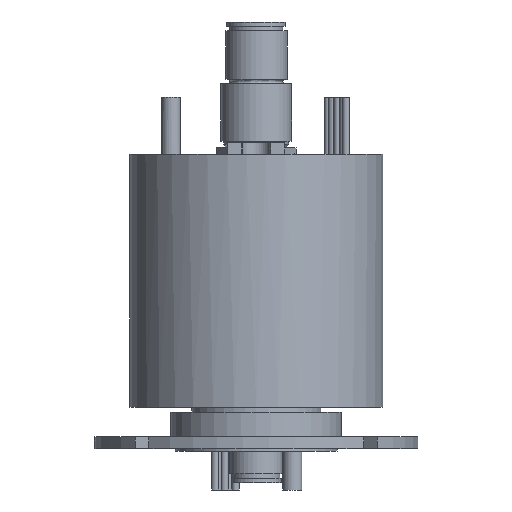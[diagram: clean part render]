
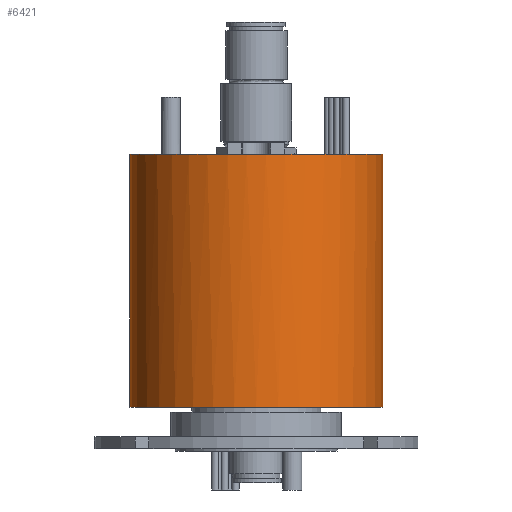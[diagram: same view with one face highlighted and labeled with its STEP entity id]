
A CAD part, front view. The second image highlights one B-rep face of the part: STEP entity #6421.
In plain terms, the highlighted cylindrical face has radius 43 mm (diameter 86 mm), a partial arc.
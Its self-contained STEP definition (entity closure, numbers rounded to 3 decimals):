
#67 = CARTESIAN_POINT ( 'NONE',  ( 43., 0., 101. ) ) ;
#318 = CARTESIAN_POINT ( 'NONE',  ( 0., 0., 101. ) ) ;
#453 = CARTESIAN_POINT ( 'NONE',  ( 43., 0., 15. ) ) ;
#485 = CARTESIAN_POINT ( 'NONE',  ( -43., 0., 15. ) ) ;
#656 = CIRCLE ( 'NONE', #4638, 43. ) ;
#805 = AXIS2_PLACEMENT_3D ( 'NONE', #6874, #2741, #7584 ) ;
#900 = VERTEX_POINT ( 'NONE', #453 ) ;
#1048 = CARTESIAN_POINT ( 'NONE',  ( 0., 0., 15. ) ) ;
#1131 = DIRECTION ( 'NONE',  ( 0., 0., -1. ) ) ;
#1144 = EDGE_CURVE ( 'NONE', #6426, #5784, #1882, .T. ) ;
#1465 = VECTOR ( 'NONE', #6210, 1000. ) ;
#1473 = LINE ( 'NONE', #5432, #1465 ) ;
#1493 = CARTESIAN_POINT ( 'NONE',  ( -43., 0., 101. ) ) ;
#1519 = EDGE_CURVE ( 'NONE', #2981, #900, #1563, .T. ) ;
#1560 = VECTOR ( 'NONE', #1131, 1000. ) ;
#1561 = CIRCLE ( 'NONE', #805, 43. ) ;
#1563 = LINE ( 'NONE', #67, #1560 ) ;
#1703 = DIRECTION ( 'NONE',  ( 1., 0., 0. ) ) ;
#1732 = ORIENTED_EDGE ( 'NONE', *, *, #5677, .T. ) ;
#1784 = AXIS2_PLACEMENT_3D ( 'NONE', #1048, #5773, #1703 ) ;
#1882 = CIRCLE ( 'NONE', #2996, 43. ) ;
#2005 = ORIENTED_EDGE ( 'NONE', *, *, #1144, .F. ) ;
#2279 = DIRECTION ( 'NONE',  ( 0., 0., -1. ) ) ;
#2302 = DIRECTION ( 'NONE',  ( 0., 0., 1. ) ) ;
#2673 = CARTESIAN_POINT ( 'NONE',  ( 0., 0., 101. ) ) ;
#2741 = DIRECTION ( 'NONE',  ( 0., 0., 1. ) ) ;
#2808 = CARTESIAN_POINT ( 'NONE',  ( 43., 0., 101. ) ) ;
#2910 = EDGE_CURVE ( 'NONE', #5784, #2981, #656, .T. ) ;
#2981 = VERTEX_POINT ( 'NONE', #2808 ) ;
#2996 = AXIS2_PLACEMENT_3D ( 'NONE', #3516, #7638, #3462 ) ;
#3128 = DIRECTION ( 'NONE',  ( 1., 0., 0. ) ) ;
#3462 = DIRECTION ( 'NONE',  ( 1., 0., 0. ) ) ;
#3516 = CARTESIAN_POINT ( 'NONE',  ( 0., 0., 101. ) ) ;
#3558 = VERTEX_POINT ( 'NONE', #1493 ) ;
#3627 = ORIENTED_EDGE ( 'NONE', *, *, #2910, .F. ) ;
#4158 = CYLINDRICAL_SURFACE ( 'NONE', #7052, 43. ) ;
#4198 = FACE_OUTER_BOUND ( 'NONE', #7499, .T. ) ;
#4638 = AXIS2_PLACEMENT_3D ( 'NONE', #2673, #2302, #3128 ) ;
#4920 = DIRECTION ( 'NONE',  ( -1., 0., 0. ) ) ;
#5156 = CARTESIAN_POINT ( 'NONE',  ( 9.75, -41.88, 101. ) ) ;
#5432 = CARTESIAN_POINT ( 'NONE',  ( -43., 0., 101. ) ) ;
#5647 = CIRCLE ( 'NONE', #1784, 43. ) ;
#5677 = EDGE_CURVE ( 'NONE', #7479, #900, #5647, .T. ) ;
#5773 = DIRECTION ( 'NONE',  ( 0., 0., 1. ) ) ;
#5784 = VERTEX_POINT ( 'NONE', #5156 ) ;
#5920 = ORIENTED_EDGE ( 'NONE', *, *, #8532, .T. ) ;
#6210 = DIRECTION ( 'NONE',  ( 0., 0., -1. ) ) ;
#6421 = ADVANCED_FACE ( 'NONE', ( #4198 ), #4158, .T. ) ;
#6426 = VERTEX_POINT ( 'NONE', #7809 ) ;
#6874 = CARTESIAN_POINT ( 'NONE',  ( 0., 0., 101. ) ) ;
#7052 = AXIS2_PLACEMENT_3D ( 'NONE', #318, #2279, #4920 ) ;
#7055 = ORIENTED_EDGE ( 'NONE', *, *, #8435, .F. ) ;
#7307 = ORIENTED_EDGE ( 'NONE', *, *, #1519, .F. ) ;
#7479 = VERTEX_POINT ( 'NONE', #485 ) ;
#7499 = EDGE_LOOP ( 'NONE', ( #7307, #3627, #2005, #7055, #5920, #1732 ) ) ;
#7584 = DIRECTION ( 'NONE',  ( 1., 0., 0. ) ) ;
#7638 = DIRECTION ( 'NONE',  ( 0., 0., 1. ) ) ;
#7809 = CARTESIAN_POINT ( 'NONE',  ( -9.75, -41.88, 101. ) ) ;
#8435 = EDGE_CURVE ( 'NONE', #3558, #6426, #1561, .T. ) ;
#8532 = EDGE_CURVE ( 'NONE', #3558, #7479, #1473, .T. ) ;
